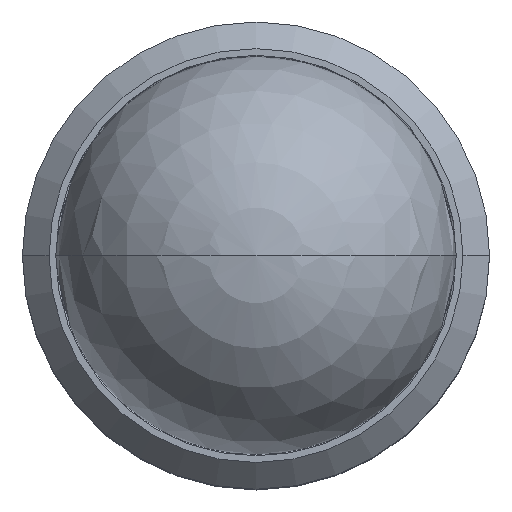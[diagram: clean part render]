
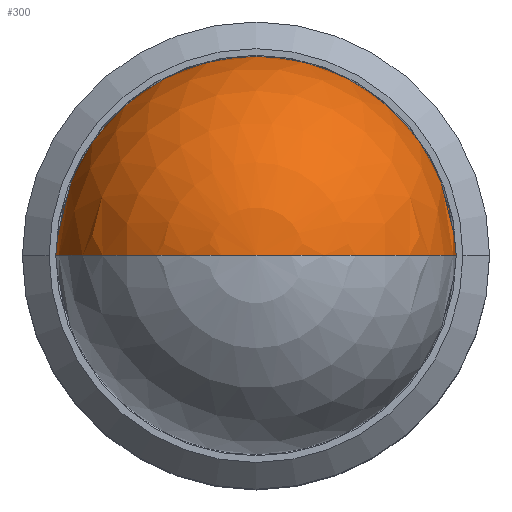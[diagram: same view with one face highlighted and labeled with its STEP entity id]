
A CAD part, top view. The second image highlights one B-rep face of the part: STEP entity #300.
In plain terms, the highlighted spherical face has radius 3 mm.
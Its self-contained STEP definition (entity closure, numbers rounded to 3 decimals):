
#184=EDGE_CURVE('',#404,#438,#493,.T.);
#300=ADVANCED_FACE('',(#623),#624,.T.);
#392=EDGE_CURVE('',#438,#404,#729,.T.);
#404=VERTEX_POINT('',#742);
#438=VERTEX_POINT('',#776);
#493=CIRCLE('',#830,3.0);
#623=FACE_OUTER_BOUND('',#998,.T.);
#624=SPHERICAL_SURFACE('',#999,3.0);
#729=CIRCLE('',#1139,3.0);
#742=CARTESIAN_POINT('',(0.,0.,9.7));
#776=CARTESIAN_POINT('',(0.,0.,3.7));
#830=AXIS2_PLACEMENT_3D('',#1261,#1262,#1263);
#998=EDGE_LOOP('',(#1448,#1449));
#999=AXIS2_PLACEMENT_3D('',#1450,#1451,#1452);
#1139=AXIS2_PLACEMENT_3D('',#1584,#1585,#1586);
#1261=CARTESIAN_POINT('',(0.,0.,6.7));
#1262=DIRECTION('',(0.,1.0,0.));
#1263=DIRECTION('',(0.0,0.,-1.0));
#1448=ORIENTED_EDGE('',*,*,#184,.T.);
#1449=ORIENTED_EDGE('',*,*,#392,.T.);
#1450=CARTESIAN_POINT('',(0.,0.,6.7));
#1451=DIRECTION('',(0.,0.,1.0));
#1452=DIRECTION('',(-1.0,0.,0.0));
#1584=CARTESIAN_POINT('',(0.,0.,6.7));
#1585=DIRECTION('',(0.,1.0,0.));
#1586=DIRECTION('',(0.0,0.,-1.0));
